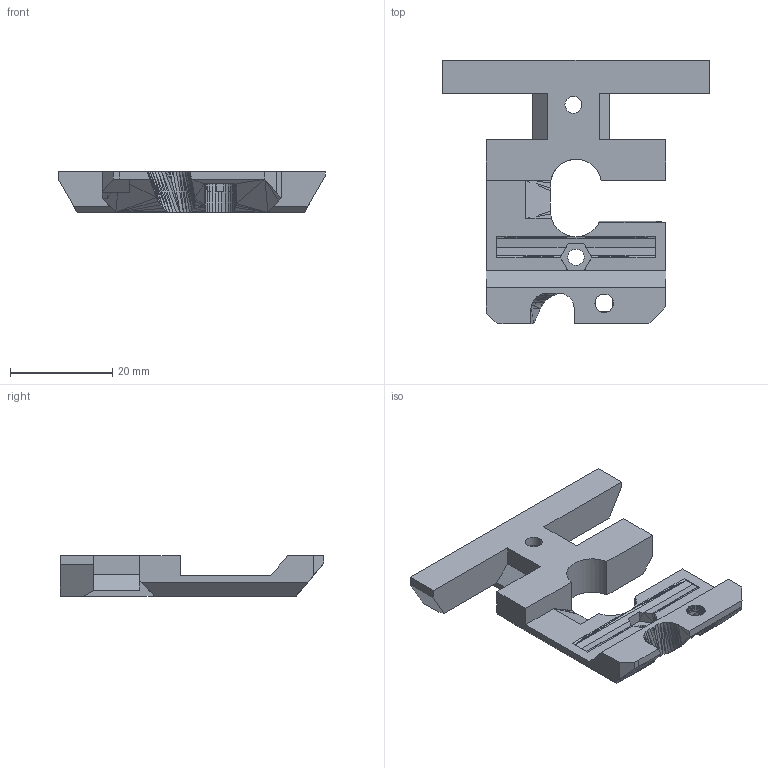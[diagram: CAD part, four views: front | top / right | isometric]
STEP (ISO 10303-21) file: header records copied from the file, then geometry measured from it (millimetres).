
FILE_DESCRIPTION(/* description */ (''),/* implementation_level */ '2;1');
FILE_NAME(/* name */ 'mod-x-carriage-back.step',/* time_stamp */ '2022-10-31T01:14:22+01:00',/* author */ (''),/* organization */ (''),/* preprocessor_version */ 'ST-DEVELOPER v19.2',/* originating_system */ 'Autodesk Translation Framework v11.17.0.187',/* authorisation */ '');
FILE_SCHEMA (('AUTOMOTIVE_DESIGN { 1 0 10303 214 3 1 1 }'));
Length unit declared in the file: millimetre
Products named in the file (1): mod-x-carriage-back
Bounding box: 52 x 51.48 x 8 mm (x, y, z)
Volume: 8075.7 mm3; surface area: 5062.4 mm2
Topology: 1 solids, 1 shells, 369 faces, 891 edges, 523 vertices
Faces by surface type: plane 359, bspline 7, cylinder 3
Full cylindrical faces by diameter (mm): 3.3 x1, 6.2 x1
Entity records: 18221 total; most frequent: CARTESIAN_POINT 9751, ORIENTED_EDGE 1782, DIRECTION 1616, EDGE_CURVE 891, LINE 858, VECTOR 858, VERTEX_POINT 523, AXIS2_PLACEMENT_3D 379
